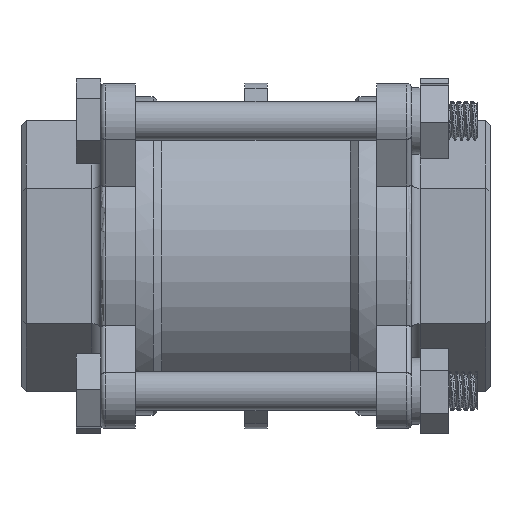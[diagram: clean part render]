
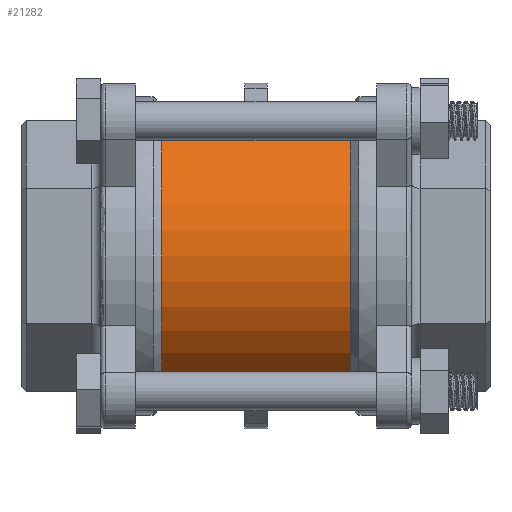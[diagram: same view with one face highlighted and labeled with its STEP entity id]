
A CAD part, front view. The second image highlights one B-rep face of the part: STEP entity #21282.
In plain terms, the highlighted cylindrical face has radius 34 mm (diameter 68 mm), a partial arc.
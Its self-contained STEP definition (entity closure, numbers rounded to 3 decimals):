
#373 = VECTOR ( 'NONE', #13042, 1000. ) ;
#773 = VERTEX_POINT ( 'NONE', #26813 ) ;
#1123 = EDGE_LOOP ( 'NONE', ( #12604, #5982, #7793, #11414 ) ) ;
#1463 = EDGE_CURVE ( 'NONE', #23528, #773, #3561, .T. ) ;
#1520 = DIRECTION ( 'NONE',  ( -1., 0., 0. ) ) ;
#2674 = LINE ( 'NONE', #23374, #373 ) ;
#3304 = CARTESIAN_POINT ( 'NONE',  ( 0., 0., 0. ) ) ;
#3561 = CIRCLE ( 'NONE', #16195, 34. ) ;
#3641 = DIRECTION ( 'NONE',  ( -1., 0., 0. ) ) ;
#5357 = CARTESIAN_POINT ( 'NONE',  ( -21.25, 0., 34. ) ) ;
#5707 = VERTEX_POINT ( 'NONE', #18747 ) ;
#5982 = ORIENTED_EDGE ( 'NONE', *, *, #1463, .T. ) ;
#6643 = AXIS2_PLACEMENT_3D ( 'NONE', #24862, #18485, #14248 ) ;
#7793 = ORIENTED_EDGE ( 'NONE', *, *, #19103, .T. ) ;
#9828 = EDGE_CURVE ( 'NONE', #23528, #5707, #2674, .T. ) ;
#11414 = ORIENTED_EDGE ( 'NONE', *, *, #20297, .F. ) ;
#11491 = CYLINDRICAL_SURFACE ( 'NONE', #20634, 34. ) ;
#11823 = LINE ( 'NONE', #26387, #21863 ) ;
#12604 = ORIENTED_EDGE ( 'NONE', *, *, #9828, .F. ) ;
#13042 = DIRECTION ( 'NONE',  ( -1., 0., 0. ) ) ;
#14248 = DIRECTION ( 'NONE',  ( 0., 0., 1. ) ) ;
#16195 = AXIS2_PLACEMENT_3D ( 'NONE', #18288, #1520, #24537 ) ;
#18288 = CARTESIAN_POINT ( 'NONE',  ( 21.25, 0., 0. ) ) ;
#18412 = CIRCLE ( 'NONE', #6643, 34. ) ;
#18485 = DIRECTION ( 'NONE',  ( -1., 0., 0. ) ) ;
#18747 = CARTESIAN_POINT ( 'NONE',  ( -21.25, 0., -34. ) ) ;
#19103 = EDGE_CURVE ( 'NONE', #773, #19717, #11823, .T. ) ;
#19394 = DIRECTION ( 'NONE',  ( -1., 0., 0. ) ) ;
#19526 = FACE_OUTER_BOUND ( 'NONE', #1123, .T. ) ;
#19717 = VERTEX_POINT ( 'NONE', #5357 ) ;
#20297 = EDGE_CURVE ( 'NONE', #5707, #19717, #18412, .T. ) ;
#20634 = AXIS2_PLACEMENT_3D ( 'NONE', #3304, #19394, #21837 ) ;
#21282 = ADVANCED_FACE ( 'NONE', ( #19526 ), #11491, .T. ) ;
#21837 = DIRECTION ( 'NONE',  ( 0., 0., 1. ) ) ;
#21863 = VECTOR ( 'NONE', #3641, 1000. ) ;
#21913 = CARTESIAN_POINT ( 'NONE',  ( 21.25, 0., -34. ) ) ;
#23374 = CARTESIAN_POINT ( 'NONE',  ( 0., 0., -34. ) ) ;
#23528 = VERTEX_POINT ( 'NONE', #21913 ) ;
#24537 = DIRECTION ( 'NONE',  ( 0., 0., 1. ) ) ;
#24862 = CARTESIAN_POINT ( 'NONE',  ( -21.25, 0., 0. ) ) ;
#26387 = CARTESIAN_POINT ( 'NONE',  ( 0., 0., 34. ) ) ;
#26813 = CARTESIAN_POINT ( 'NONE',  ( 21.25, 0., 34. ) ) ;
